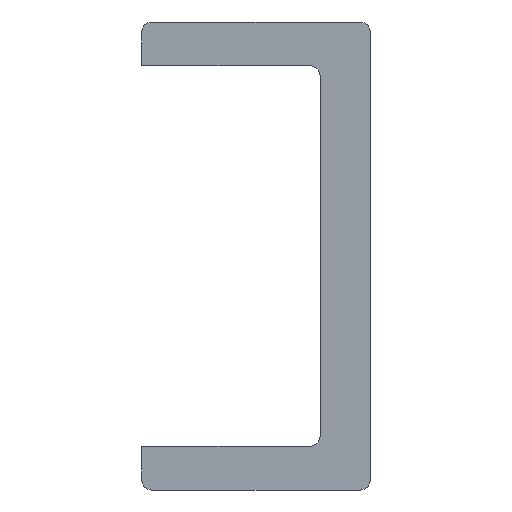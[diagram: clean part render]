
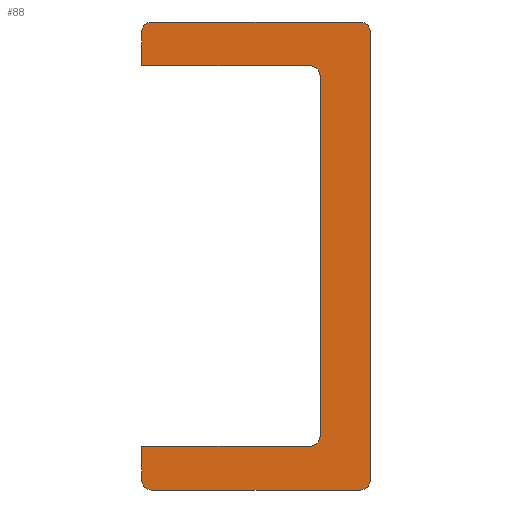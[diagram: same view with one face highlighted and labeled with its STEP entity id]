
A CAD part, front view. The second image highlights one B-rep face of the part: STEP entity #88.
In plain terms, the highlighted planar face has unit normal (0, -1, 0).
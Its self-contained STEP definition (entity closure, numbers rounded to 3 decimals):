
#88 = ADVANCED_FACE( '', ( #220 ), #221, .F. );
#220 = FACE_OUTER_BOUND( '', #443, .T. );
#221 = PLANE( '', #444 );
#443 = EDGE_LOOP( '', ( #675, #676, #677, #678, #679, #680, #681, #682, #683, #684, #685, #686, #687, #688 ) );
#444 = AXIS2_PLACEMENT_3D( '', #689, #690, #691 );
#675 = ORIENTED_EDGE( '', *, *, #1044, .F. );
#676 = ORIENTED_EDGE( '', *, *, #1045, .T. );
#677 = ORIENTED_EDGE( '', *, *, #1028, .F. );
#678 = ORIENTED_EDGE( '', *, *, #1046, .T. );
#679 = ORIENTED_EDGE( '', *, *, #1047, .F. );
#680 = ORIENTED_EDGE( '', *, *, #1048, .F. );
#681 = ORIENTED_EDGE( '', *, *, #1049, .F. );
#682 = ORIENTED_EDGE( '', *, *, #1050, .F. );
#683 = ORIENTED_EDGE( '', *, *, #1051, .F. );
#684 = ORIENTED_EDGE( '', *, *, #1052, .F. );
#685 = ORIENTED_EDGE( '', *, *, #1053, .F. );
#686 = ORIENTED_EDGE( '', *, *, #1054, .T. );
#687 = ORIENTED_EDGE( '', *, *, #1055, .F. );
#688 = ORIENTED_EDGE( '', *, *, #1056, .T. );
#689 = CARTESIAN_POINT( '', ( -10.5, 0., 21.5 ) );
#690 = DIRECTION( '', ( 0., 1., 0. ) );
#691 = DIRECTION( '', ( 0., 0., 1. ) );
#1028 = EDGE_CURVE( '', #1172, #1173, #1174, .T. );
#1044 = EDGE_CURVE( '', #1199, #1200, #1201, .T. );
#1045 = EDGE_CURVE( '', #1199, #1173, #1202, .F. );
#1046 = EDGE_CURVE( '', #1172, #1203, #1204, .F. );
#1047 = EDGE_CURVE( '', #1205, #1203, #1206, .T. );
#1048 = EDGE_CURVE( '', #1207, #1205, #1208, .T. );
#1049 = EDGE_CURVE( '', #1209, #1207, #1210, .T. );
#1050 = EDGE_CURVE( '', #1211, #1209, #1212, .T. );
#1051 = EDGE_CURVE( '', #1213, #1211, #1214, .T. );
#1052 = EDGE_CURVE( '', #1215, #1213, #1216, .T. );
#1053 = EDGE_CURVE( '', #1217, #1215, #1218, .T. );
#1054 = EDGE_CURVE( '', #1217, #1219, #1220, .F. );
#1055 = EDGE_CURVE( '', #1221, #1219, #1222, .T. );
#1056 = EDGE_CURVE( '', #1221, #1200, #1223, .F. );
#1172 = VERTEX_POINT( '', #1390 );
#1173 = VERTEX_POINT( '', #1391 );
#1174 = LINE( '', #1392, #1393 );
#1199 = VERTEX_POINT( '', #1421 );
#1200 = VERTEX_POINT( '', #1422 );
#1201 = LINE( '', #1423, #1424 );
#1202 = CIRCLE( '', #1425, 0.9 );
#1203 = VERTEX_POINT( '', #1426 );
#1204 = CIRCLE( '', #1427, 0.9 );
#1205 = VERTEX_POINT( '', #1428 );
#1206 = LINE( '', #1429, #1430 );
#1207 = VERTEX_POINT( '', #1431 );
#1208 = LINE( '', #1432, #1433 );
#1209 = VERTEX_POINT( '', #1434 );
#1210 = CIRCLE( '', #1435, 1. );
#1211 = VERTEX_POINT( '', #1436 );
#1212 = LINE( '', #1437, #1438 );
#1213 = VERTEX_POINT( '', #1439 );
#1214 = CIRCLE( '', #1440, 1. );
#1215 = VERTEX_POINT( '', #1441 );
#1216 = LINE( '', #1442, #1443 );
#1217 = VERTEX_POINT( '', #1444 );
#1218 = LINE( '', #1445, #1446 );
#1219 = VERTEX_POINT( '', #1447 );
#1220 = CIRCLE( '', #1448, 0.9 );
#1221 = VERTEX_POINT( '', #1449 );
#1222 = LINE( '', #1450, #1451 );
#1223 = CIRCLE( '', #1452, 0.9 );
#1390 = CARTESIAN_POINT( '', ( -9.6, 0., 21.5 ) );
#1391 = CARTESIAN_POINT( '', ( 9.6, 0., 21.5 ) );
#1392 = CARTESIAN_POINT( '', ( -10.5, 0., 21.5 ) );
#1393 = VECTOR( '', #1638, 1000. );
#1421 = CARTESIAN_POINT( '', ( 10.5, 0., 20.6 ) );
#1422 = CARTESIAN_POINT( '', ( 10.5, 0., -20.6 ) );
#1423 = CARTESIAN_POINT( '', ( 10.5, 0., 21.5 ) );
#1424 = VECTOR( '', #1663, 1000. );
#1425 = AXIS2_PLACEMENT_3D( '', #1664, #1665, #1666 );
#1426 = CARTESIAN_POINT( '', ( -10.5, 0., 20.6 ) );
#1427 = AXIS2_PLACEMENT_3D( '', #1667, #1668, #1669 );
#1428 = CARTESIAN_POINT( '', ( -10.5, 0., 17.5 ) );
#1429 = CARTESIAN_POINT( '', ( -10.5, 0., -21.5 ) );
#1430 = VECTOR( '', #1670, 1000. );
#1431 = CARTESIAN_POINT( '', ( 4.9, 0., 17.5 ) );
#1432 = CARTESIAN_POINT( '', ( 4.9, 0., 17.5 ) );
#1433 = VECTOR( '', #1671, 1000. );
#1434 = CARTESIAN_POINT( '', ( 5.9, 0., 16.5 ) );
#1435 = AXIS2_PLACEMENT_3D( '', #1672, #1673, #1674 );
#1436 = CARTESIAN_POINT( '', ( 5.9, 0., -16.5 ) );
#1437 = CARTESIAN_POINT( '', ( 5.9, 0., 16.5 ) );
#1438 = VECTOR( '', #1675, 1000. );
#1439 = CARTESIAN_POINT( '', ( 4.9, 0., -17.5 ) );
#1440 = AXIS2_PLACEMENT_3D( '', #1676, #1677, #1678 );
#1441 = CARTESIAN_POINT( '', ( -10.5, 0., -17.5 ) );
#1442 = CARTESIAN_POINT( '', ( 4.9, 0., -17.5 ) );
#1443 = VECTOR( '', #1679, 1000. );
#1444 = CARTESIAN_POINT( '', ( -10.5, 0., -20.6 ) );
#1445 = CARTESIAN_POINT( '', ( -10.5, 0., -21.5 ) );
#1446 = VECTOR( '', #1680, 1000. );
#1447 = CARTESIAN_POINT( '', ( -9.6, 0., -21.5 ) );
#1448 = AXIS2_PLACEMENT_3D( '', #1681, #1682, #1683 );
#1449 = CARTESIAN_POINT( '', ( 9.6, 0., -21.5 ) );
#1450 = CARTESIAN_POINT( '', ( 10.5, 0., -21.5 ) );
#1451 = VECTOR( '', #1684, 1000. );
#1452 = AXIS2_PLACEMENT_3D( '', #1685, #1686, #1687 );
#1638 = DIRECTION( '', ( 1., 0., 0. ) );
#1663 = DIRECTION( '', ( 0., 0., -1. ) );
#1664 = CARTESIAN_POINT( '', ( 9.6, 0., 20.6 ) );
#1665 = DIRECTION( '', ( 0., 1., 0. ) );
#1666 = DIRECTION( '', ( 0., 0., 1. ) );
#1667 = CARTESIAN_POINT( '', ( -9.6, 0., 20.6 ) );
#1668 = DIRECTION( '', ( 0., 1., 0. ) );
#1669 = DIRECTION( '', ( 0., 0., 1. ) );
#1670 = DIRECTION( '', ( 0., 0., 1. ) );
#1671 = DIRECTION( '', ( -1., 0., 0. ) );
#1672 = CARTESIAN_POINT( '', ( 4.9, 0., 16.5 ) );
#1673 = DIRECTION( '', ( 0., -1., 0. ) );
#1674 = DIRECTION( '', ( -1., 0., 0. ) );
#1675 = DIRECTION( '', ( 0., 0., 1. ) );
#1676 = CARTESIAN_POINT( '', ( 4.9, 0., -16.5 ) );
#1677 = DIRECTION( '', ( 0., -1., 0. ) );
#1678 = DIRECTION( '', ( -1., 0., 0. ) );
#1679 = DIRECTION( '', ( 1., 0., 0. ) );
#1680 = DIRECTION( '', ( 0., 0., 1. ) );
#1681 = CARTESIAN_POINT( '', ( -9.6, 0., -20.6 ) );
#1682 = DIRECTION( '', ( 0., 1., 0. ) );
#1683 = DIRECTION( '', ( 0., 0., 1. ) );
#1684 = DIRECTION( '', ( -1., 0., 0. ) );
#1685 = CARTESIAN_POINT( '', ( 9.6, 0., -20.6 ) );
#1686 = DIRECTION( '', ( 0., 1., 0. ) );
#1687 = DIRECTION( '', ( 0., 0., 1. ) );
